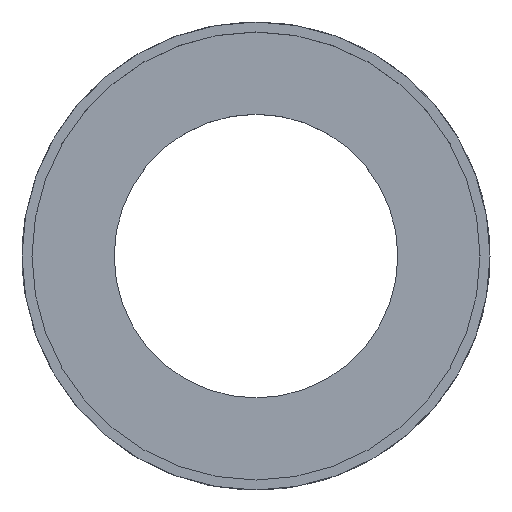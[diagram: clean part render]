
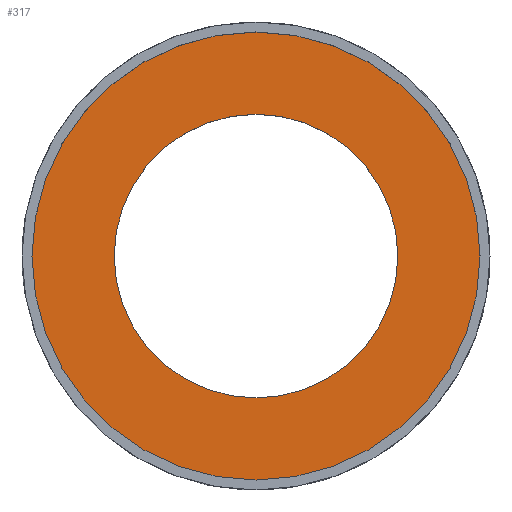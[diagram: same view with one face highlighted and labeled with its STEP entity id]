
A CAD part, top view. The second image highlights one B-rep face of the part: STEP entity #317.
In plain terms, the highlighted planar face has unit normal (0, 0, 1).
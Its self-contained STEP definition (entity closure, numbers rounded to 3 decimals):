
#21=FACE_BOUND('',#75,.T.);
#33=PLANE('',#362);
#49=FACE_OUTER_BOUND('',#74,.T.);
#74=EDGE_LOOP('',(#278));
#75=EDGE_LOOP('',(#279));
#143=CIRCLE('',#363,45.);
#144=CIRCLE('',#364,28.488);
#169=VERTEX_POINT('',#540);
#170=VERTEX_POINT('',#542);
#207=EDGE_CURVE('',#169,#169,#143,.T.);
#208=EDGE_CURVE('',#170,#170,#144,.F.);
#278=ORIENTED_EDGE('',*,*,#207,.F.);
#279=ORIENTED_EDGE('',*,*,#208,.T.);
#317=ADVANCED_FACE('',(#49,#21),#33,.T.);
#362=AXIS2_PLACEMENT_3D('',#539,#447,#448);
#363=AXIS2_PLACEMENT_3D('',#541,#449,#450);
#364=AXIS2_PLACEMENT_3D('',#543,#451,#452);
#447=DIRECTION('center_axis',(0.,0.,1.));
#448=DIRECTION('ref_axis',(1.,0.,0.));
#449=DIRECTION('center_axis',(0.,0.,-1.));
#450=DIRECTION('ref_axis',(1.,0.,0.));
#451=DIRECTION('center_axis',(0.,0.,1.));
#452=DIRECTION('ref_axis',(1.,0.,0.));
#539=CARTESIAN_POINT('Origin',(0.,0.,0.));
#540=CARTESIAN_POINT('',(-45.,0.,0.));
#541=CARTESIAN_POINT('Origin',(0.,0.,0.));
#542=CARTESIAN_POINT('',(-28.488,0.,0.));
#543=CARTESIAN_POINT('Origin',(0.,0.,0.));
